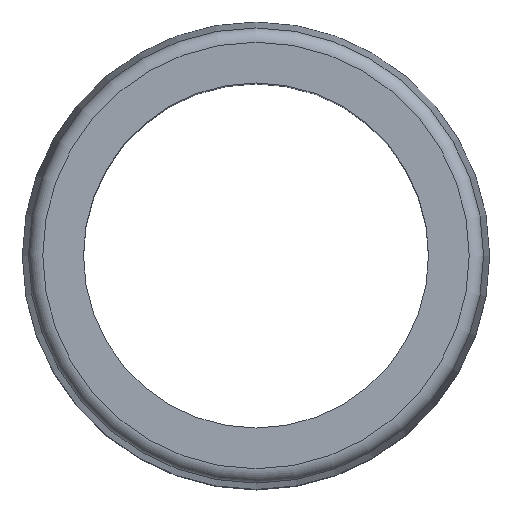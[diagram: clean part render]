
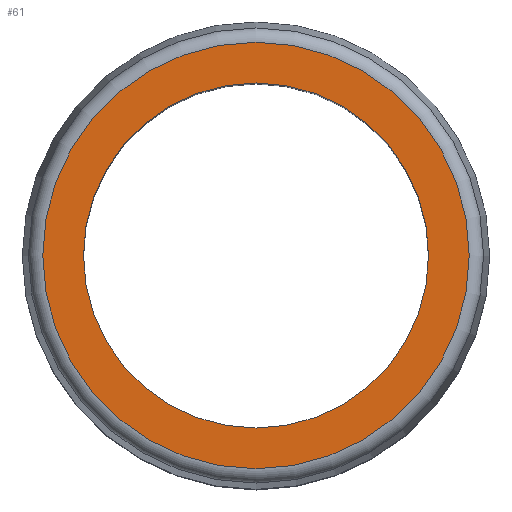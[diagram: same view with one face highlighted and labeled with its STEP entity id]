
A CAD part, top view. The second image highlights one B-rep face of the part: STEP entity #61.
In plain terms, the highlighted planar face has unit normal (0, 0, 1).
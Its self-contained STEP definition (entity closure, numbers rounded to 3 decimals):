
#53=PLANE('',#267);
#61=ADVANCED_FACE('',(#84,#85),#53,.F.);
#84=FACE_BOUND('',#124,.T.);
#85=FACE_BOUND('',#125,.T.);
#124=EDGE_LOOP('',(#164));
#125=EDGE_LOOP('',(#165));
#164=ORIENTED_EDGE('',*,*,#222,.T.);
#165=ORIENTED_EDGE('',*,*,#224,.T.);
#202=VERTEX_POINT('',#387);
#204=VERTEX_POINT('',#392);
#222=EDGE_CURVE('',#202,#202,#242,.T.);
#224=EDGE_CURVE('',#204,#204,#244,.T.);
#242=CIRCLE('',#263,12.);
#244=CIRCLE('',#266,14.83);
#263=AXIS2_PLACEMENT_3D('',#386,#305,#306);
#266=AXIS2_PLACEMENT_3D('',#391,#311,#312);
#267=AXIS2_PLACEMENT_3D('',#393,#313,#314);
#305=DIRECTION('',(0.,0.,-1.));
#306=DIRECTION('',(-1.,0.,0.));
#311=DIRECTION('',(0.,0.,1.));
#312=DIRECTION('',(-1.,0.,0.));
#313=DIRECTION('',(0.,0.,-1.));
#314=DIRECTION('',(-1.,0.,0.));
#386=CARTESIAN_POINT('',(210.,0.,65.05));
#387=CARTESIAN_POINT('',(198.,0.,65.05));
#391=CARTESIAN_POINT('',(210.,0.,65.05));
#392=CARTESIAN_POINT('',(195.17,0.,65.05));
#393=CARTESIAN_POINT('',(222.5,0.,65.05));
